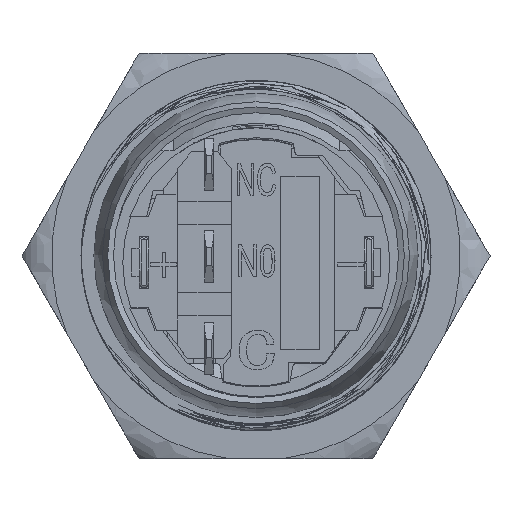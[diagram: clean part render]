
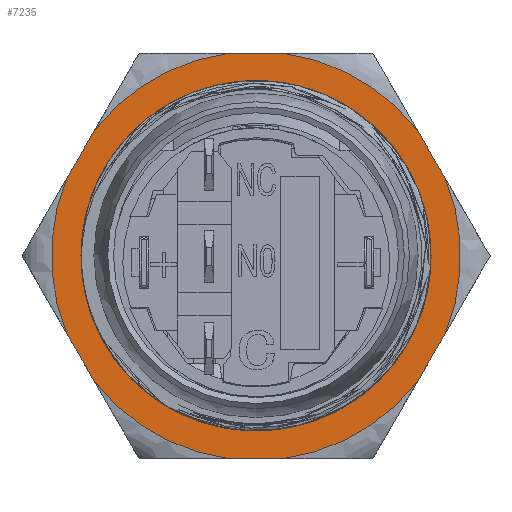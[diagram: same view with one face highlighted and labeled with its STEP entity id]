
A CAD part, top view. The second image highlights one B-rep face of the part: STEP entity #7235.
In plain terms, the highlighted planar face has unit normal (0, 0, 1).
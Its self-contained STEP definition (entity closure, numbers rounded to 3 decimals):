
#1626=B_SPLINE_CURVE_WITH_KNOTS('',3,(#27622,#27623,#27624,#27625,#27626,
#27627),.UNSPECIFIED.,.F.,.F.,(4,2,4),(0.,0.5,1.),.UNSPECIFIED.);
#1627=B_SPLINE_CURVE_WITH_KNOTS('',3,(#27628,#27629,#27630,#27631,#27632,
#27633),.UNSPECIFIED.,.F.,.F.,(4,2,4),(0.,0.5,1.),.UNSPECIFIED.);
#2745=LINE('',#27299,#4547);
#2749=LINE('',#27354,#4551);
#2751=LINE('',#27385,#4553);
#2752=LINE('',#27395,#4554);
#2755=LINE('',#27447,#4557);
#2756=LINE('',#27475,#4558);
#4547=VECTOR('',#20407,1.);
#4551=VECTOR('',#20413,1.);
#4553=VECTOR('',#20417,1.);
#4554=VECTOR('',#20420,1.);
#4557=VECTOR('',#20425,1.);
#4558=VECTOR('',#20428,1.);
#5731=PLANE('',#17718);
#7235=ADVANCED_FACE('',(#7762,#7763),#5731,.F.);
#7762=FACE_BOUND('',#8320,.T.);
#7763=FACE_BOUND('',#8321,.T.);
#8320=EDGE_LOOP('',(#11261,#11262,#11263,#11264,#11265,#11266,#11267,#11268,
#11269,#11270,#11271,#11272));
#8321=EDGE_LOOP('',(#11273,#11274,#11275,#11276));
#11261=ORIENTED_EDGE('',*,*,#15898,.T.);
#11262=ORIENTED_EDGE('',*,*,#15919,.T.);
#11263=ORIENTED_EDGE('',*,*,#15900,.T.);
#11264=ORIENTED_EDGE('',*,*,#15920,.T.);
#11265=ORIENTED_EDGE('',*,*,#15910,.T.);
#11266=ORIENTED_EDGE('',*,*,#15921,.T.);
#11267=ORIENTED_EDGE('',*,*,#15915,.T.);
#11268=ORIENTED_EDGE('',*,*,#15922,.T.);
#11269=ORIENTED_EDGE('',*,*,#15881,.T.);
#11270=ORIENTED_EDGE('',*,*,#15923,.T.);
#11271=ORIENTED_EDGE('',*,*,#15892,.T.);
#11272=ORIENTED_EDGE('',*,*,#15924,.T.);
#11273=ORIENTED_EDGE('',*,*,#15925,.T.);
#11274=ORIENTED_EDGE('',*,*,#15926,.T.);
#11275=ORIENTED_EDGE('',*,*,#15918,.T.);
#11276=ORIENTED_EDGE('',*,*,#15927,.T.);
#13981=VERTEX_POINT('',#27297);
#13983=VERTEX_POINT('',#27300);
#13987=VERTEX_POINT('',#27331);
#13990=VERTEX_POINT('',#27353);
#13991=VERTEX_POINT('',#27362);
#13994=VERTEX_POINT('',#27384);
#13995=VERTEX_POINT('',#27393);
#13997=VERTEX_POINT('',#27396);
#13999=VERTEX_POINT('',#27424);
#14002=VERTEX_POINT('',#27446);
#14003=VERTEX_POINT('',#27455);
#14004=VERTEX_POINT('',#27474);
#14005=VERTEX_POINT('',#27543);
#14006=VERTEX_POINT('',#27610);
#14007=VERTEX_POINT('',#27620);
#14008=VERTEX_POINT('',#27621);
#15881=EDGE_CURVE('',#13983,#13981,#2745,.T.);
#15892=EDGE_CURVE('',#13987,#13990,#2749,.T.);
#15898=EDGE_CURVE('',#13991,#13994,#2751,.T.);
#15900=EDGE_CURVE('',#13997,#13995,#2752,.T.);
#15910=EDGE_CURVE('',#13999,#14002,#2755,.T.);
#15915=EDGE_CURVE('',#14003,#14004,#2756,.T.);
#15918=EDGE_CURVE('',#14005,#14006,#17007,.T.);
#15919=EDGE_CURVE('',#13994,#13997,#17008,.T.);
#15920=EDGE_CURVE('',#13995,#13999,#17009,.T.);
#15921=EDGE_CURVE('',#14002,#14003,#17010,.T.);
#15922=EDGE_CURVE('',#14004,#13983,#17011,.T.);
#15923=EDGE_CURVE('',#13981,#13987,#17012,.T.);
#15924=EDGE_CURVE('',#13990,#13991,#17013,.T.);
#15925=EDGE_CURVE('',#14007,#14008,#17014,.T.);
#15926=EDGE_CURVE('',#14008,#14005,#1626,.T.);
#15927=EDGE_CURVE('',#14006,#14007,#1627,.T.);
#17007=CIRCLE('',#17709,9.);
#17008=CIRCLE('',#17711,11.102);
#17009=CIRCLE('',#17712,11.102);
#17010=CIRCLE('',#17713,11.102);
#17011=CIRCLE('',#17714,11.102);
#17012=CIRCLE('',#17715,11.102);
#17013=CIRCLE('',#17716,11.102);
#17014=CIRCLE('',#17717,9.5);
#17709=AXIS2_PLACEMENT_3D('',#27611,#20431,#20432);
#17711=AXIS2_PLACEMENT_3D('',#27613,#20435,#20436);
#17712=AXIS2_PLACEMENT_3D('',#27614,#20437,#20438);
#17713=AXIS2_PLACEMENT_3D('',#27615,#20439,#20440);
#17714=AXIS2_PLACEMENT_3D('',#27616,#20441,#20442);
#17715=AXIS2_PLACEMENT_3D('',#27617,#20443,#20444);
#17716=AXIS2_PLACEMENT_3D('',#27618,#20445,#20446);
#17717=AXIS2_PLACEMENT_3D('',#27619,#20447,#20448);
#17718=AXIS2_PLACEMENT_3D('',#27634,#20449,#20450);
#20407=DIRECTION('',(-1.,0.,0.));
#20413=DIRECTION('',(-0.5,-0.866,0.));
#20417=DIRECTION('',(0.5,-0.866,0.));
#20420=DIRECTION('',(1.,0.,0.));
#20425=DIRECTION('',(0.5,0.866,0.));
#20428=DIRECTION('',(-0.5,0.866,0.));
#20431=DIRECTION('',(0.,0.,-1.));
#20432=DIRECTION('',(1.,0.,0.));
#20435=DIRECTION('',(0.,0.,1.));
#20436=DIRECTION('',(-1.,0.,0.));
#20437=DIRECTION('',(0.,0.,1.));
#20438=DIRECTION('',(-1.,0.,0.));
#20439=DIRECTION('',(0.,0.,1.));
#20440=DIRECTION('',(-1.,0.,0.));
#20441=DIRECTION('',(0.,0.,1.));
#20442=DIRECTION('',(1.,0.,0.));
#20443=DIRECTION('',(0.,0.,1.));
#20444=DIRECTION('',(-1.,0.,0.));
#20445=DIRECTION('',(0.,0.,1.));
#20446=DIRECTION('',(-1.,0.,0.));
#20447=DIRECTION('',(0.,0.,-1.));
#20448=DIRECTION('',(-1.,0.,0.));
#20449=DIRECTION('',(0.,0.,-1.));
#20450=DIRECTION('',(-1.,0.,0.));
#27297=CARTESIAN_POINT('',(-1.499,11.,6.495));
#27299=CARTESIAN_POINT('',(6.351,11.,6.495));
#27300=CARTESIAN_POINT('',(1.499,11.,6.495));
#27331=CARTESIAN_POINT('',(-8.777,6.798,6.495));
#27353=CARTESIAN_POINT('',(-10.276,4.202,6.495));
#27354=CARTESIAN_POINT('',(-6.351,11.,6.495));
#27362=CARTESIAN_POINT('',(-10.276,-4.202,6.495));
#27384=CARTESIAN_POINT('',(-8.777,-6.798,6.495));
#27385=CARTESIAN_POINT('',(-12.702,0.,6.495));
#27393=CARTESIAN_POINT('',(1.499,-11.,6.495));
#27395=CARTESIAN_POINT('',(-6.351,-11.,6.495));
#27396=CARTESIAN_POINT('',(-1.499,-11.,6.495));
#27424=CARTESIAN_POINT('',(8.777,-6.798,6.495));
#27446=CARTESIAN_POINT('',(10.276,-4.202,6.495));
#27447=CARTESIAN_POINT('',(6.351,-11.,6.495));
#27455=CARTESIAN_POINT('',(10.276,4.202,6.495));
#27474=CARTESIAN_POINT('',(8.777,6.798,6.495));
#27475=CARTESIAN_POINT('',(12.702,0.,6.495));
#27543=CARTESIAN_POINT('',(7.612,4.802,6.495));
#27610=CARTESIAN_POINT('',(7.612,-4.802,6.495));
#27611=CARTESIAN_POINT('',(0.,0.,6.495));
#27613=CARTESIAN_POINT('',(0.,0.,6.495));
#27614=CARTESIAN_POINT('',(0.,0.,6.495));
#27615=CARTESIAN_POINT('',(0.,0.,6.495));
#27616=CARTESIAN_POINT('',(0.,0.,6.495));
#27617=CARTESIAN_POINT('',(0.,0.,6.495));
#27618=CARTESIAN_POINT('',(0.,0.,6.495));
#27619=CARTESIAN_POINT('',(0.,0.,6.495));
#27620=CARTESIAN_POINT('',(-6.702,-6.733,6.495));
#27621=CARTESIAN_POINT('',(-6.702,6.733,6.495));
#27622=CARTESIAN_POINT('',(-6.702,6.733,6.495));
#27623=CARTESIAN_POINT('',(-4.678,8.633,6.495));
#27624=CARTESIAN_POINT('',(-1.817,9.582,6.495));
#27625=CARTESIAN_POINT('',(3.682,8.836,6.495));
#27626=CARTESIAN_POINT('',(6.22,7.185,6.495));
#27627=CARTESIAN_POINT('',(7.612,4.802,6.495));
#27628=CARTESIAN_POINT('',(7.612,-4.802,6.495));
#27629=CARTESIAN_POINT('',(6.223,-7.18,6.495));
#27630=CARTESIAN_POINT('',(3.649,-8.843,6.495));
#27631=CARTESIAN_POINT('',(-1.796,-9.577,6.495));
#27632=CARTESIAN_POINT('',(-4.669,-8.642,6.495));
#27633=CARTESIAN_POINT('',(-6.702,-6.733,6.495));
#27634=CARTESIAN_POINT('',(0.,0.,6.495));
